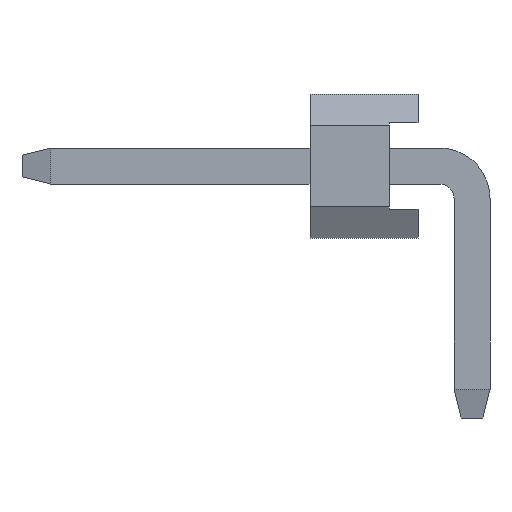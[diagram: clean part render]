
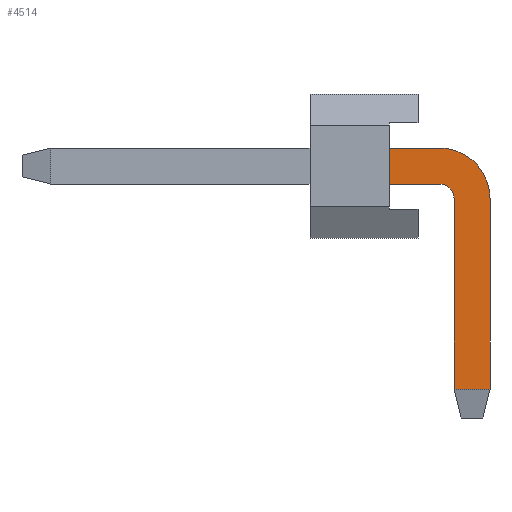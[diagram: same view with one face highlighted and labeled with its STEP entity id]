
A CAD part, left-side view. The second image highlights one B-rep face of the part: STEP entity #4514.
In plain terms, the highlighted planar face has unit normal (-1, 0, 0).
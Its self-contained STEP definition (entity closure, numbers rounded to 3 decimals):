
#409=DIRECTION('',(0.,0.,1.));
#410=VECTOR('',#409,0.5);
#411=CARTESIAN_POINT('',(-4.25,0.4,-0.25));
#412=LINE('',#411,#410);
#1517=DIRECTION('',(0.,-1.,0.));
#1518=VECTOR('',#1517,0.5);
#1519=CARTESIAN_POINT('',(-4.25,-0.5,-3.1));
#1520=LINE('',#1519,#1518);
#1521=DIRECTION('',(0.,0.,1.));
#1522=VECTOR('',#1521,2.65);
#1523=CARTESIAN_POINT('',(-4.25,-0.5,-3.1));
#1524=LINE('',#1523,#1522);
#1525=CARTESIAN_POINT('',(-4.25,-0.3,-0.45));
#1526=DIRECTION('',(-1.,0.,0.));
#1527=DIRECTION('',(0.,-1.,0.));
#1528=AXIS2_PLACEMENT_3D('',#1525,#1526,#1527);
#1530=DIRECTION('',(0.,1.,0.));
#1531=VECTOR('',#1530,0.7);
#1532=CARTESIAN_POINT('',(-4.25,-0.3,-0.25));
#1533=LINE('',#1532,#1531);
#1534=DIRECTION('',(0.,-1.,0.));
#1535=VECTOR('',#1534,0.7);
#1536=CARTESIAN_POINT('',(-4.25,0.4,0.25));
#1537=LINE('',#1536,#1535);
#1538=CARTESIAN_POINT('',(-4.25,-0.3,-0.45));
#1539=DIRECTION('',(1.,0.,0.));
#1540=DIRECTION('',(0.,0.,1.));
#1541=AXIS2_PLACEMENT_3D('',#1538,#1539,#1540);
#1543=DIRECTION('',(0.,0.,-1.));
#1544=VECTOR('',#1543,2.65);
#1545=CARTESIAN_POINT('',(-4.25,-1.,-0.45));
#1546=LINE('',#1545,#1544);
#2149=CARTESIAN_POINT('',(-4.25,0.4,0.25));
#2150=CARTESIAN_POINT('',(-4.25,-0.3,0.25));
#2151=VERTEX_POINT('',#2149);
#2152=VERTEX_POINT('',#2150);
#2153=CARTESIAN_POINT('',(-4.25,-0.3,-0.25));
#2154=CARTESIAN_POINT('',(-4.25,0.4,-0.25));
#2155=VERTEX_POINT('',#2153);
#2156=VERTEX_POINT('',#2154);
#2165=CARTESIAN_POINT('',(-4.25,-1.,-0.45));
#2166=VERTEX_POINT('',#2165);
#2167=CARTESIAN_POINT('',(-4.25,-0.5,-0.45));
#2168=VERTEX_POINT('',#2167);
#2190=CARTESIAN_POINT('',(-4.25,-0.5,-3.1));
#2192=VERTEX_POINT('',#2190);
#2194=CARTESIAN_POINT('',(-4.25,-1.,-3.1));
#2196=VERTEX_POINT('',#2194);
#4492=CARTESIAN_POINT('',(-4.25,0.,0.));
#4493=DIRECTION('',(1.,0.,0.));
#4494=DIRECTION('',(0.,0.,-1.));
#4495=AXIS2_PLACEMENT_3D('',#4492,#4493,#4494);
#4496=PLANE('',#4495);
#4498=ORIENTED_EDGE('',*,*,#4497,.F.);
#4500=ORIENTED_EDGE('',*,*,#4499,.T.);
#4502=ORIENTED_EDGE('',*,*,#4501,.T.);
#4504=ORIENTED_EDGE('',*,*,#4503,.T.);
#4505=ORIENTED_EDGE('',*,*,#2661,.T.);
#4507=ORIENTED_EDGE('',*,*,#4506,.T.);
#4509=ORIENTED_EDGE('',*,*,#4508,.T.);
#4511=ORIENTED_EDGE('',*,*,#4510,.T.);
#4512=EDGE_LOOP('',(#4498,#4500,#4502,#4504,#4505,#4507,#4509,#4511));
#4513=FACE_OUTER_BOUND('',#4512,.F.);
#1529=CIRCLE('',#1528,0.2);
#1542=CIRCLE('',#1541,0.7);
#2661=EDGE_CURVE('',#2156,#2151,#412,.T.);
#4497=EDGE_CURVE('',#2192,#2196,#1520,.T.);
#4499=EDGE_CURVE('',#2192,#2168,#1524,.T.);
#4501=EDGE_CURVE('',#2168,#2155,#1529,.T.);
#4503=EDGE_CURVE('',#2155,#2156,#1533,.T.);
#4506=EDGE_CURVE('',#2151,#2152,#1537,.T.);
#4508=EDGE_CURVE('',#2152,#2166,#1542,.T.);
#4510=EDGE_CURVE('',#2166,#2196,#1546,.T.);
#4514=ADVANCED_FACE('',(#4513),#4496,.F.);
